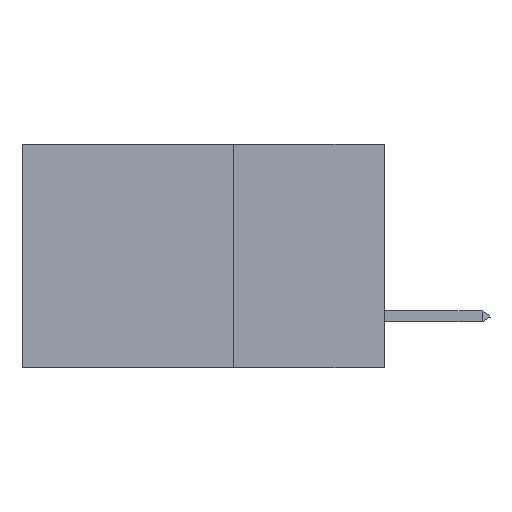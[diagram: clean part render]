
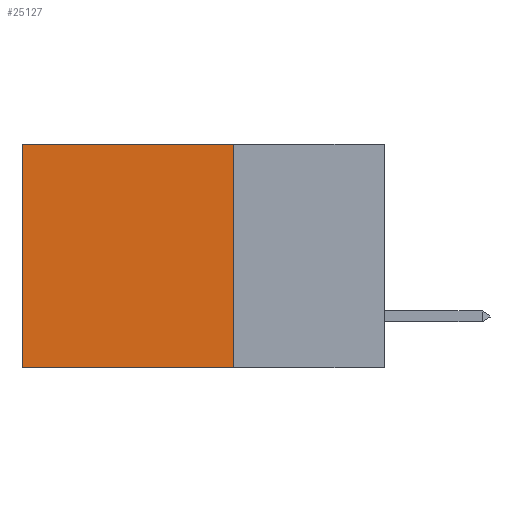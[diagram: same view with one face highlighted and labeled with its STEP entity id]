
A CAD part, left-side view. The second image highlights one B-rep face of the part: STEP entity #25127.
In plain terms, the highlighted planar face has unit normal (-1, 0, 0).
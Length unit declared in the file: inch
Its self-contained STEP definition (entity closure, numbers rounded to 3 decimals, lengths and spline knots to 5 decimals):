
#264 = VECTOR ( 'NONE', #1465, 39.37008 ) ;
#1246 = VERTEX_POINT ( 'NONE', #27029 ) ;
#1264 = LINE ( 'NONE', #5527, #264 ) ;
#1465 = DIRECTION ( 'NONE',  ( 0., 1., 0. ) ) ;
#2300 = CARTESIAN_POINT ( 'NONE',  ( 0.2875, 0.6, 0. ) ) ;
#3166 = EDGE_LOOP ( 'NONE', ( #4806, #12626, #5168, #8936 ) ) ;
#3172 = LINE ( 'NONE', #26786, #7099 ) ;
#3446 = DIRECTION ( 'NONE',  ( 1., 0., 0. ) ) ;
#4787 = VERTEX_POINT ( 'NONE', #2300 ) ;
#4806 = ORIENTED_EDGE ( 'NONE', *, *, #26424, .T. ) ;
#4968 = VECTOR ( 'NONE', #12257, 39.37008 ) ;
#5168 = ORIENTED_EDGE ( 'NONE', *, *, #20838, .F. ) ;
#5527 = CARTESIAN_POINT ( 'NONE',  ( 0.2875, 0.25, -0.37 ) ) ;
#6118 = VERTEX_POINT ( 'NONE', #18151 ) ;
#7099 = VECTOR ( 'NONE', #12189, 39.37008 ) ;
#8067 = CARTESIAN_POINT ( 'NONE',  ( 0.2875, 0.25, 0. ) ) ;
#8936 = ORIENTED_EDGE ( 'NONE', *, *, #20252, .T. ) ;
#9522 = PLANE ( 'NONE',  #21278 ) ;
#9609 = DIRECTION ( 'NONE',  ( 0., 0., -1. ) ) ;
#12189 = DIRECTION ( 'NONE',  ( 0., 0., -1. ) ) ;
#12257 = DIRECTION ( 'NONE',  ( 0., 0., -1. ) ) ;
#12280 = VECTOR ( 'NONE', #16239, 39.37008 ) ;
#12626 = ORIENTED_EDGE ( 'NONE', *, *, #22190, .F. ) ;
#14987 = FACE_OUTER_BOUND ( 'NONE', #3166, .T. ) ;
#16239 = DIRECTION ( 'NONE',  ( 0., 1., 0. ) ) ;
#18151 = CARTESIAN_POINT ( 'NONE',  ( 0.2875, 0.25, 0. ) ) ;
#18251 = CARTESIAN_POINT ( 'NONE',  ( 0.2875, 0.25, 0. ) ) ;
#18582 = VERTEX_POINT ( 'NONE', #22638 ) ;
#20252 = EDGE_CURVE ( 'NONE', #6118, #4787, #24489, .T. ) ;
#20838 = EDGE_CURVE ( 'NONE', #6118, #18582, #24135, .T. ) ;
#21278 = AXIS2_PLACEMENT_3D ( 'NONE', #22192, #3446, #9609 ) ;
#22190 = EDGE_CURVE ( 'NONE', #18582, #1246, #1264, .T. ) ;
#22192 = CARTESIAN_POINT ( 'NONE',  ( 0.2875, 0.25, 0. ) ) ;
#22638 = CARTESIAN_POINT ( 'NONE',  ( 0.2875, 0.25, -0.37 ) ) ;
#24135 = LINE ( 'NONE', #8067, #4968 ) ;
#24489 = LINE ( 'NONE', #18251, #12280 ) ;
#25127 = ADVANCED_FACE ( 'NONE', ( #14987 ), #9522, .F. ) ;
#26424 = EDGE_CURVE ( 'NONE', #4787, #1246, #3172, .T. ) ;
#26786 = CARTESIAN_POINT ( 'NONE',  ( 0.2875, 0.6, 0. ) ) ;
#27029 = CARTESIAN_POINT ( 'NONE',  ( 0.2875, 0.6, -0.37 ) ) ;
